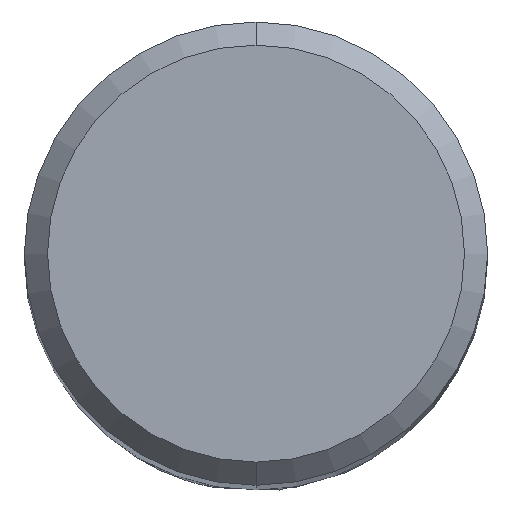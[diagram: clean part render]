
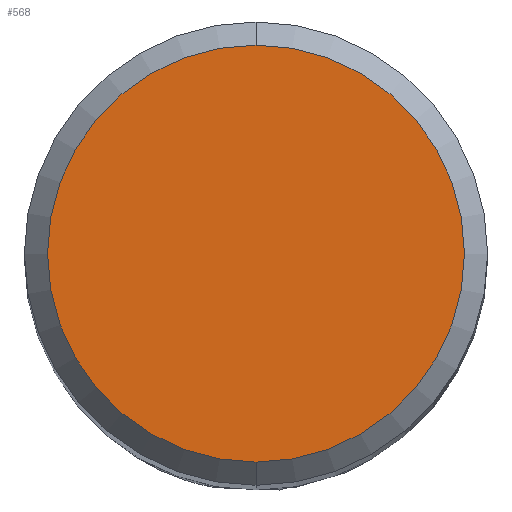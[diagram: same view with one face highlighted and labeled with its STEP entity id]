
A CAD part, top view. The second image highlights one B-rep face of the part: STEP entity #568.
In plain terms, the highlighted planar face has unit normal (0, 0, 1).
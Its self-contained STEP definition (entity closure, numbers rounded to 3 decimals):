
#424=VERTEX_POINT('',#1061);
#568=ADVANCED_FACE('',(#1217),#1218,.T.);
#688=EDGE_CURVE('',#794,#424,#1348,.T.);
#690=EDGE_CURVE('',#424,#794,#1350,.T.);
#794=VERTEX_POINT('',#1468);
#1061=CARTESIAN_POINT('',(0.,-4.5,0.0));
#1217=FACE_OUTER_BOUND('',#5203,.T.);
#1218=PLANE('',#5204);
#1348=CIRCLE('',#5905,4.5);
#1350=CIRCLE('',#5908,4.5);
#1468=CARTESIAN_POINT('',(0.0,4.5,0.0));
#5203=EDGE_LOOP('',(#9482,#9483));
#5204=AXIS2_PLACEMENT_3D('',#9484,#9485,#9486);
#5905=AXIS2_PLACEMENT_3D('',#9595,#9596,#9597);
#5908=AXIS2_PLACEMENT_3D('',#9598,#9599,#9600);
#9482=ORIENTED_EDGE('',*,*,#688,.F.);
#9483=ORIENTED_EDGE('',*,*,#690,.F.);
#9484=CARTESIAN_POINT('',(0.0,2.25,0.0));
#9485=DIRECTION('',(-0.0,0.0,1.0));
#9486=DIRECTION('',(0.0,-1.0,0.0));
#9595=CARTESIAN_POINT('',(0.0,0.0,0.0));
#9596=DIRECTION('',(0.0,0.0,-1.0));
#9597=DIRECTION('',(0.0,1.0,0.0));
#9598=CARTESIAN_POINT('',(0.0,0.0,0.0));
#9599=DIRECTION('',(0.0,0.0,-1.0));
#9600=DIRECTION('',(0.0,1.0,0.0));
